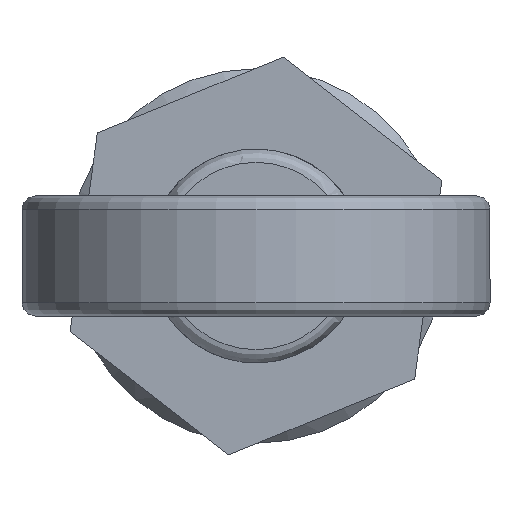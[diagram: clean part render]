
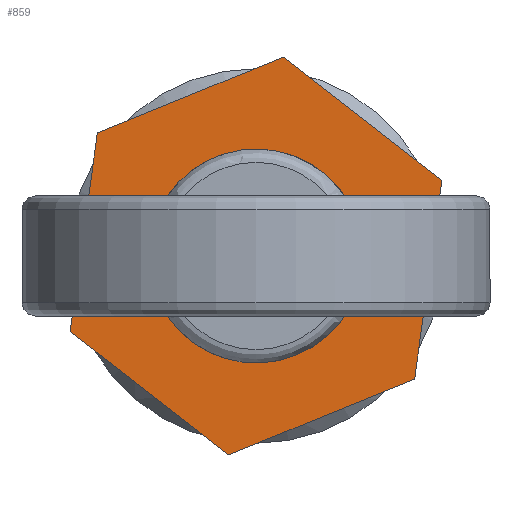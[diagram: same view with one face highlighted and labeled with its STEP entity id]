
A CAD part, front view. The second image highlights one B-rep face of the part: STEP entity #859.
In plain terms, the highlighted planar face has unit normal (0, -1, 0).
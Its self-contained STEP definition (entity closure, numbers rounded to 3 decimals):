
#69=LINE('',#1498,#131);
#73=LINE('',#1505,#135);
#76=LINE('',#1511,#138);
#79=LINE('',#1517,#141);
#82=LINE('',#1523,#144);
#84=LINE('',#1526,#146);
#131=VECTOR('',#1125,7.506);
#135=VECTOR('',#1131,7.506);
#138=VECTOR('',#1136,7.506);
#141=VECTOR('',#1141,7.506);
#144=VECTOR('',#1146,7.506);
#146=VECTOR('',#1150,7.506);
#191=PLANE('',#948);
#224=FACE_BOUND('',#338,.T.);
#225=FACE_BOUND('',#339,.T.);
#338=EDGE_LOOP('',(#746));
#339=EDGE_LOOP('',(#747,#748,#749,#750,#751,#752));
#373=CIRCLE('',#914,4.);
#432=VERTEX_POINT('',#1441);
#447=VERTEX_POINT('',#1495);
#448=VERTEX_POINT('',#1497);
#450=VERTEX_POINT('',#1503);
#452=VERTEX_POINT('',#1509);
#454=VERTEX_POINT('',#1515);
#456=VERTEX_POINT('',#1521);
#519=EDGE_CURVE('',#432,#432,#373,.T.);
#544=EDGE_CURVE('',#447,#448,#69,.T.);
#548=EDGE_CURVE('',#450,#447,#73,.T.);
#551=EDGE_CURVE('',#452,#450,#76,.T.);
#554=EDGE_CURVE('',#454,#452,#79,.T.);
#557=EDGE_CURVE('',#456,#454,#82,.T.);
#559=EDGE_CURVE('',#448,#456,#84,.T.);
#746=ORIENTED_EDGE('',*,*,#519,.F.);
#747=ORIENTED_EDGE('',*,*,#559,.F.);
#748=ORIENTED_EDGE('',*,*,#544,.F.);
#749=ORIENTED_EDGE('',*,*,#548,.F.);
#750=ORIENTED_EDGE('',*,*,#551,.F.);
#751=ORIENTED_EDGE('',*,*,#554,.F.);
#752=ORIENTED_EDGE('',*,*,#557,.F.);
#859=ADVANCED_FACE('',(#224,#225),#191,.T.);
#914=AXIS2_PLACEMENT_3D('',#1442,#1057,#1058);
#948=AXIS2_PLACEMENT_3D('',#1528,#1153,#1154);
#1057=DIRECTION('center_axis',(0.,-1.,0.));
#1058=DIRECTION('ref_axis',(-1.,0.,0.));
#1125=DIRECTION('',(0.79,0.,-0.613));
#1131=DIRECTION('',(0.926,0.,0.378));
#1136=DIRECTION('',(0.136,0.,0.991));
#1141=DIRECTION('',(-0.79,0.,0.613));
#1146=DIRECTION('',(-0.926,0.,-0.378));
#1150=DIRECTION('',(-0.136,0.,-0.991));
#1153=DIRECTION('center_axis',(0.,-1.,0.));
#1154=DIRECTION('ref_axis',(0.,0.,-1.));
#1441=CARTESIAN_POINT('',(4.,-571.,0.));
#1442=CARTESIAN_POINT('Origin',(0.,-571.,0.));
#1495=CARTESIAN_POINT('',(1.021,-571.,7.436));
#1497=CARTESIAN_POINT('',(6.95,-571.,2.834));
#1498=CARTESIAN_POINT('',(6.95,-571.,2.834));
#1503=CARTESIAN_POINT('',(-5.929,-571.,4.602));
#1505=CARTESIAN_POINT('',(1.021,-571.,7.436));
#1509=CARTESIAN_POINT('',(-6.95,-571.,-2.834));
#1511=CARTESIAN_POINT('',(-5.929,-571.,4.602));
#1515=CARTESIAN_POINT('',(-1.021,-571.,-7.436));
#1517=CARTESIAN_POINT('',(-6.95,-571.,-2.834));
#1521=CARTESIAN_POINT('',(5.929,-571.,-4.602));
#1523=CARTESIAN_POINT('',(-1.021,-571.,-7.436));
#1526=CARTESIAN_POINT('',(5.929,-571.,-4.602));
#1528=CARTESIAN_POINT('Origin',(0.,-571.,0.));
